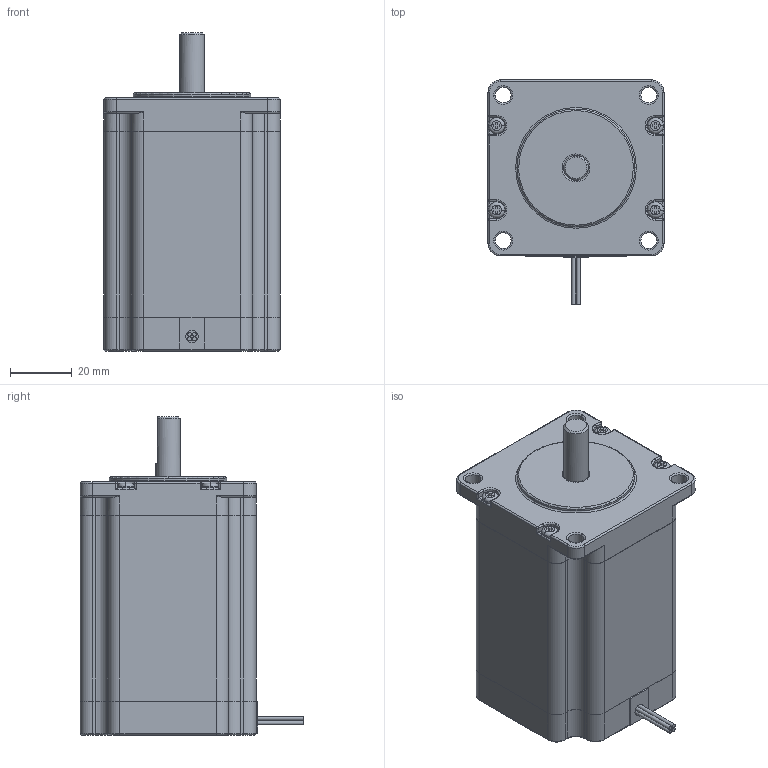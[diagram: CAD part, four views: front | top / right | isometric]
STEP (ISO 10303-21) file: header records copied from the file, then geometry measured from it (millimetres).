
FILE_DESCRIPTION(/* description */ ('STEP AP242','CAx-IF Rec.Pracs.---Representation and Presentation of Product Manufacturing Information (PMI)---4.0---2014-10-13','CAx-IF Rec.Pracs.---3D Tessellated Geometry---0.4---2014-09-14','2;1'),/* implementation_level */ '2;1');
FILE_NAME(/* name */ '67691280642a3c222765ca5b',/* time_stamp */ '2024-12-23T07:34:24Z',/* author */ (''),/* organization */ (''),/* preprocessor_version */ 'ST-DEVELOPER v20',/* originating_system */ 'ONSHAPE BY PTC INC, 1.191',/* authorisation */ ' ');
FILE_SCHEMA (('AP242_MANAGED_MODEL_BASED_3D_ENGINEERING_MIM_LF { 1 0 10303 442 1 1 4 }'));
Length unit declared in the file: metre
Products named in the file (7): 23HS32-4004S(1)
Bounding box: 57 x 72.5 x 103 mm (x, y, z)
Volume: 242810 mm3; surface area: 25298.5 mm2
Topology: 7 solids, 7 shells, 431 faces, 1052 edges, 645 vertices
Faces by surface type: cylinder 181, plane 166, torus 62, bspline 12, sphere 8, cone 2
Full cylindrical faces by diameter (mm): 1.301 x4, 2.8 x4, 4 x2, 5.1 x4, 5.2 x4, 6.35 x1, 7 x2, 8 x3, 38.1 x1
Entity records: 12997 total; most frequent: CARTESIAN_POINT 2741, DIRECTION 2195, ORIENTED_EDGE 2024, EDGE_CURVE 1012, AXIS2_PLACEMENT_3D 830, VERTEX_POINT 639, LINE 535, VECTOR 535
